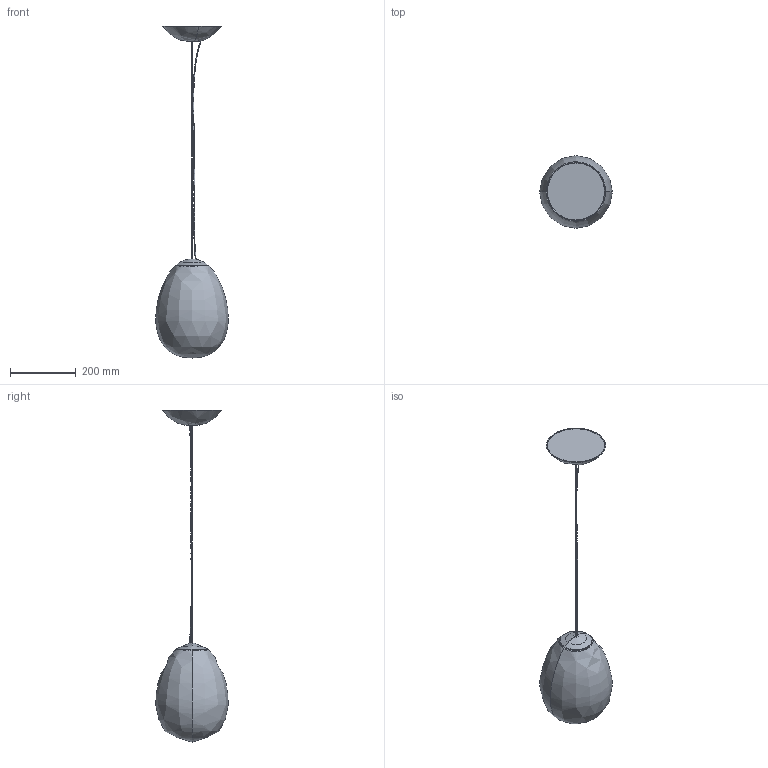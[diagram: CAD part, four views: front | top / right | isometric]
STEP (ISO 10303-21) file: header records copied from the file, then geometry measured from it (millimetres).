
FILE_DESCRIPTION(/* description */ (''),/* implementation_level */ '2;1');
FILE_NAME(/* name */ 'Stellar Nebula 22',/* time_stamp */ '2022-12-01T09:25:45+01:00',/* author */ (''),/* organization */ (''),/* preprocessor_version */ 'ST-DEVELOPER v16.5',/* originating_system */ 'Rhino 7.22',/* authorisation */ '');
FILE_SCHEMA (('AUTOMOTIVE_DESIGN'));
Length unit declared in the file: millimetre
Products named in the file (1): Document
Bounding box: 219.92 x 219.59 x 1007 mm (x, y, z)
Volume: 1077433.1 mm3; surface area: 521963.7 mm2
Topology: 14 solids, 15 shells, 902 faces, 2532 edges, 1661 vertices
Faces by surface type: plane 576, bspline 185, cylinder 141
Entity records: 31491 total; most frequent: CARTESIAN_POINT 15176, ORIENTED_EDGE 5017, EDGE_CURVE 2510, B_SPLINE_CURVE_WITH_KNOTS 2013, VERTEX_POINT 1655, EDGE_LOOP 937, ADVANCED_FACE 902, FACE_OUTER_BOUND 902
